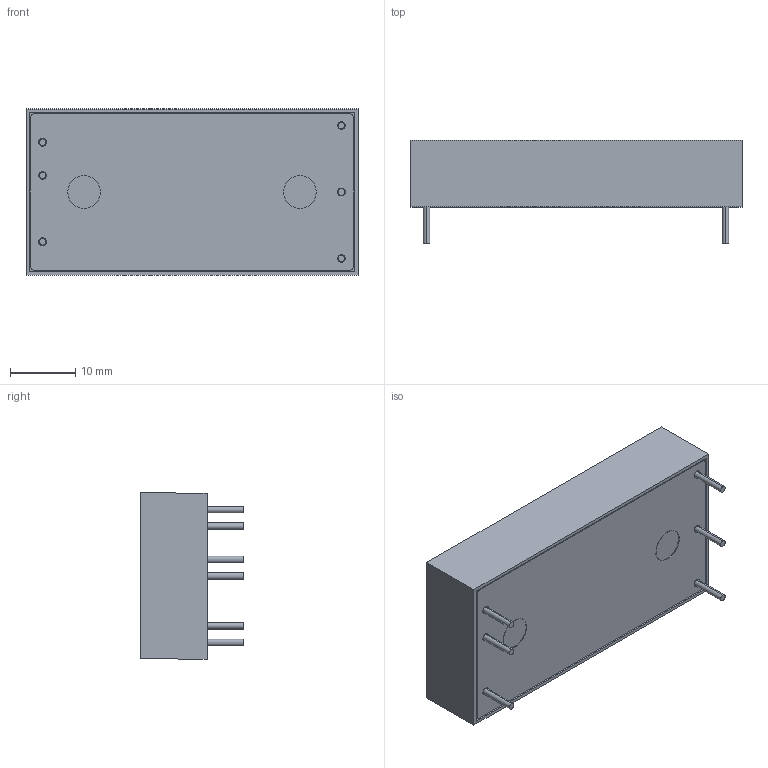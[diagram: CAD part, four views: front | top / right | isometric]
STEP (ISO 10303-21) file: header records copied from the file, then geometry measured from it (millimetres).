
FILE_DESCRIPTION (( 'STEP AP214' ), '1' );
FILE_NAME ('CUI_PRFE20W-O72-S5-D.step', '2022-06-03T13:46:19', ( '' ), ( '' ), 'SwSTEP 2.0', 'SolidWorks 2022', '' );
FILE_SCHEMA (( 'AUTOMOTIVE_DESIGN' ));
Length unit declared in the file: inch
Products named in the file (1): CUI_PRFE20W-O72-S5-D
Bounding box: 50.8 x 15.8 x 25.4 mm (x, y, z)
Volume: 3632.8 mm3; surface area: 8165.3 mm2
Topology: 8 solids, 8 shells, 74 faces, 156 edges, 104 vertices
Faces by surface type: plane 38, cylinder 36
Entity records: 3115 total; most frequent: DIRECTION 378, CARTESIAN_POINT 335, ORIENTED_EDGE 312, EDGE_CURVE 156, AXIS2_PLACEMENT_3D 147, VERTEX_POINT 104, EDGE_LOOP 92, LINE 84
